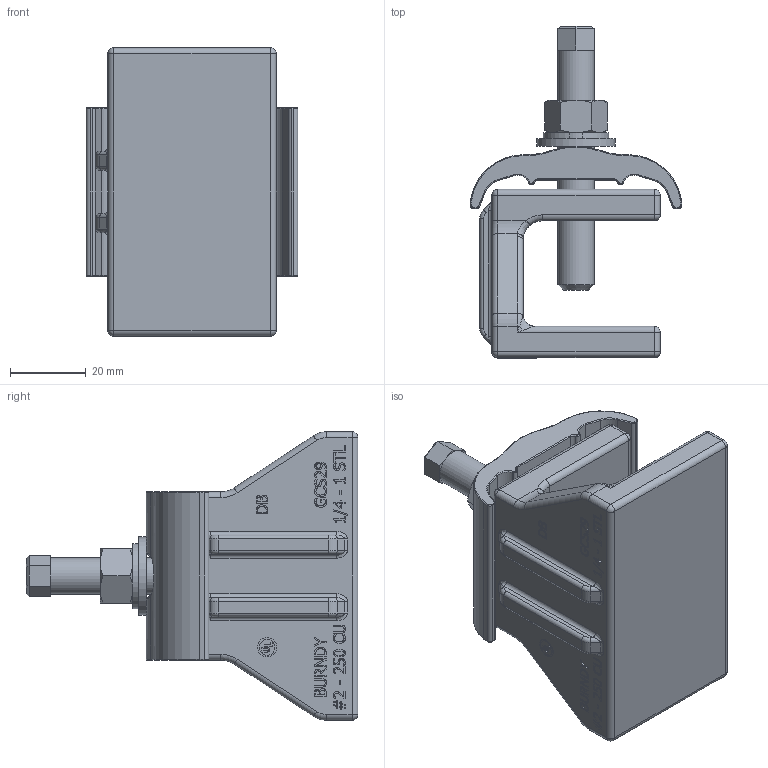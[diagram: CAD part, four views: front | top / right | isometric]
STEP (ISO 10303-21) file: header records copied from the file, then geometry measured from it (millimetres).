
FILE_DESCRIPTION(/* description */ ('GROUND CLAMP TO STEEL'),/* implementation_level */ '2;1');
FILE_NAME(/* name */ '50097511.stp',/* time_stamp */ '2025-01-15T15:40:03-05:00',/* author */ ('scarbonneau'),/* organization */ ('BURNDY'),/* preprocessor_version */ 'ST-DEVELOPER v18.1',/* originating_system */ 'Autodesk Inventor 2022',/* authorisation */ '');
FILE_SCHEMA (('AUTOMOTIVE_DESIGN { 1 0 10303 214 3 1 1 }'));
Length unit declared in the file: inch
Products named in the file (7): 50097511; 50097708; 50097709; 50090457; 035402; 060002; 058150
Assembly tree (6 placements, depth 2):
  50097511
    50097708
    50097709
    50090457
    035402
    060002
    058150
Bounding box: 55.86 x 87.63 x 76.2 mm (x, y, z)
Volume: 80545.6 mm3; surface area: 28045.4 mm2
Topology: 6 solids, 6 shells, 793 faces, 2018 edges, 1279 vertices
Faces by surface type: plane 344, bspline 250, cylinder 115, torus 58, cone 14, sphere 12
Full cylindrical faces by diameter (mm): 4.139 x1, 5.08 x1, 7.798 x1, 9.525 x2, 10.312 x1, 20.65 x1
Entity records: 26559 total; most frequent: CARTESIAN_POINT 8615, ORIENTED_EDGE 4030, DIRECTION 2975, EDGE_CURVE 2015, VERTEX_POINT 1279, LINE 1167, VECTOR 1167, AXIS2_PLACEMENT_3D 904
